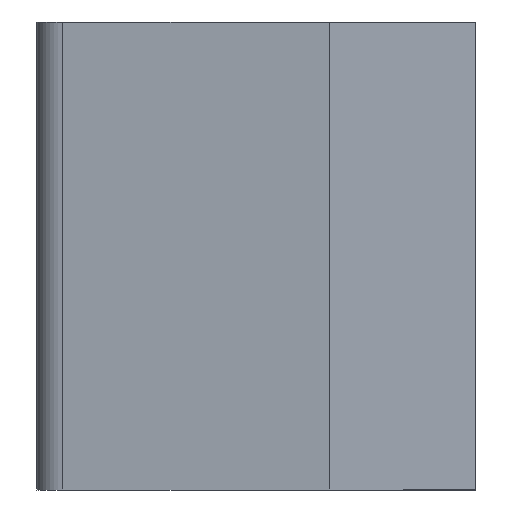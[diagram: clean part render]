
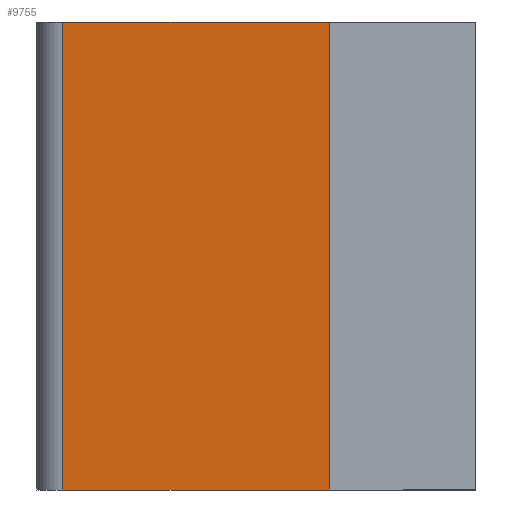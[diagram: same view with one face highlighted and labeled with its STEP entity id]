
A CAD part, left-side view. The second image highlights one B-rep face of the part: STEP entity #9755.
In plain terms, the highlighted planar face has unit normal (-0.995, 0.1, 0).
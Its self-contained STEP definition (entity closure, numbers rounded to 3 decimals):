
#660 = CARTESIAN_POINT ( 'NONE',  ( -0.6, 0.125, 0.4 ) ) ;
#661 = CARTESIAN_POINT ( 'NONE',  ( -0.555, 0.58, 0.4 ) ) ;
#667 = CARTESIAN_POINT ( 'NONE',  ( -0.555, 0.58, -0.4 ) ) ;
#671 = CARTESIAN_POINT ( 'NONE',  ( -0.6, 0.125, -0.4 ) ) ;
#3435 = FACE_OUTER_BOUND ( 'NONE', #4422, .T. ) ;
#3442 = AXIS2_PLACEMENT_3D ( 'NONE', #3671, #3672, #3673 ) ;
#3670 = PLANE ( 'NONE',  #3442 ) ;
#3671 = CARTESIAN_POINT ( 'NONE',  ( -0.732, -1.193, 0.4 ) ) ;
#3672 = DIRECTION ( 'NONE',  ( 0.995, -0.1, 0. ) ) ;
#3673 = DIRECTION ( 'NONE',  ( 0.1, 0.995, 0. ) ) ;
#4422 = EDGE_LOOP ( 'NONE', ( #11938, #11932, #11978, #12016 ) ) ;
#7823 = LINE ( 'NONE', #7824, #8008 ) ;
#7824 = CARTESIAN_POINT ( 'NONE',  ( -0.732, -1.193, 0.4 ) ) ;
#7825 = DIRECTION ( 'NONE',  ( -0.1, -0.995, 0. ) ) ;
#7838 = LINE ( 'NONE', #7839, #8012 ) ;
#7839 = CARTESIAN_POINT ( 'NONE',  ( -0.555, 0.58, 0.4 ) ) ;
#7840 = DIRECTION ( 'NONE',  ( 0., 0., -1. ) ) ;
#7864 = LINE ( 'NONE', #7865, #8014 ) ;
#7865 = CARTESIAN_POINT ( 'NONE',  ( -0.732, -1.193, -0.4 ) ) ;
#7866 = DIRECTION ( 'NONE',  ( -0.1, -0.995, 0. ) ) ;
#7867 = LINE ( 'NONE', #7868, #8015 ) ;
#7868 = CARTESIAN_POINT ( 'NONE',  ( -0.6, 0.125, 0.4 ) ) ;
#7869 = DIRECTION ( 'NONE',  ( 0., 0., -1. ) ) ;
#8008 = VECTOR ( 'NONE', #7825, 1000. ) ;
#8012 = VECTOR ( 'NONE', #7840, 1000. ) ;
#8014 = VECTOR ( 'NONE', #7866, 1000. ) ;
#8015 = VECTOR ( 'NONE', #7869, 1000. ) ;
#9597 = VERTEX_POINT ( 'NONE', #660 ) ;
#9598 = VERTEX_POINT ( 'NONE', #661 ) ;
#9605 = VERTEX_POINT ( 'NONE', #667 ) ;
#9609 = VERTEX_POINT ( 'NONE', #671 ) ;
#9755 = ADVANCED_FACE ( 'NONE', ( #3435 ), #3670, .F. ) ;
#9870 = EDGE_CURVE ( 'NONE', #9598, #9597, #7823, .T. ) ;
#9875 = EDGE_CURVE ( 'NONE', #9598, #9605, #7838, .T. ) ;
#9879 = EDGE_CURVE ( 'NONE', #9605, #9609, #7864, .T. ) ;
#9880 = EDGE_CURVE ( 'NONE', #9597, #9609, #7867, .T. ) ;
#11932 = ORIENTED_EDGE ( 'NONE', *, *, #9875, .T. ) ;
#11938 = ORIENTED_EDGE ( 'NONE', *, *, #9870, .F. ) ;
#11978 = ORIENTED_EDGE ( 'NONE', *, *, #9879, .T. ) ;
#12016 = ORIENTED_EDGE ( 'NONE', *, *, #9880, .F. ) ;
